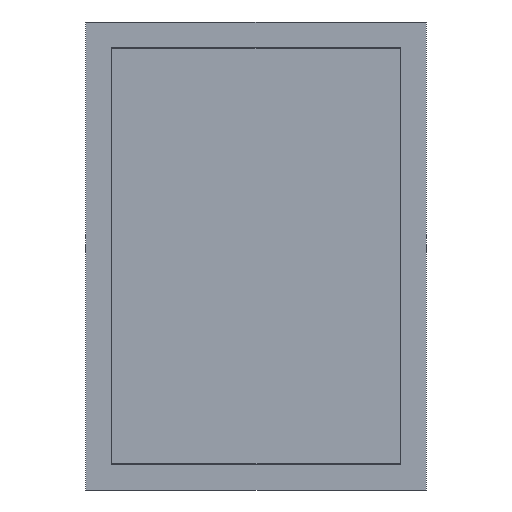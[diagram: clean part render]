
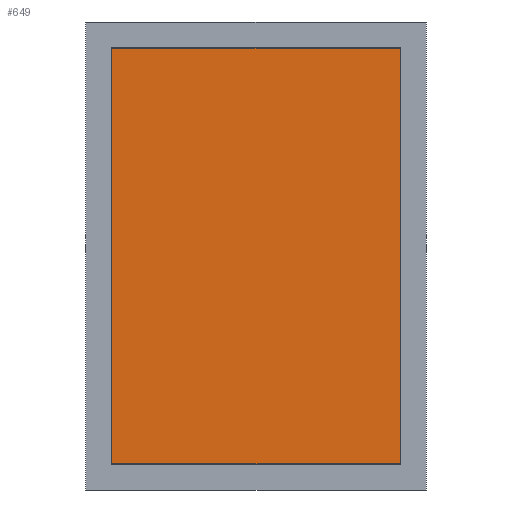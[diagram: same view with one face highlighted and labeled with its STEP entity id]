
A CAD part, front view. The second image highlights one B-rep face of the part: STEP entity #649.
In plain terms, the highlighted planar face has unit normal (0, -1, 0).
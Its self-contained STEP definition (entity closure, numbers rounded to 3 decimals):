
#5 = EDGE_CURVE ( 'Edge8', #871, #819, #407, .T. ) ;
#18 = VERTEX_POINT ( 'NONE', #280 ) ;
#19 = CARTESIAN_POINT ( 'NONE',  ( -125., 0., 180. ) ) ;
#28 = VERTEX_POINT ( 'NONE', #675 ) ;
#31 = VECTOR ( 'NONE', #558, 1000. ) ;
#54 = ORIENTED_EDGE ( 'NONE', *, *, #505, .F. ) ;
#96 = AXIS2_PLACEMENT_3D ( 'NONE', #963, #278, #892 ) ;
#186 = DIRECTION ( 'NONE',  ( -1., 0., 0. ) ) ;
#212 = CARTESIAN_POINT ( 'NONE',  ( -125., 0., 180. ) ) ;
#267 = CARTESIAN_POINT ( 'NONE',  ( 125., 0., 180. ) ) ;
#278 = DIRECTION ( 'NONE',  ( 0., -1., 0. ) ) ;
#280 = CARTESIAN_POINT ( 'NONE',  ( -125., 0., -180. ) ) ;
#329 = ORIENTED_EDGE ( 'NONE', *, *, #5, .F. ) ;
#371 = DIRECTION ( 'NONE',  ( 0., 0., 1. ) ) ;
#375 = FACE_OUTER_BOUND ( 'NONE', #668, .T. ) ;
#407 = LINE ( 'NONE', #267, #759 ) ;
#476 = EDGE_CURVE ( 'NONE', #28, #871, #645, .T. ) ;
#477 = CARTESIAN_POINT ( 'NONE',  ( 125., 0., 180. ) ) ;
#502 = CARTESIAN_POINT ( 'NONE',  ( -125., 0., -180. ) ) ;
#505 = EDGE_CURVE ( 'Edge3', #819, #18, #956, .T. ) ;
#508 = VECTOR ( 'NONE', #186, 1000. ) ;
#558 = DIRECTION ( 'NONE',  ( 1., 0., 0. ) ) ;
#564 = VECTOR ( 'NONE', #371, 1000. ) ;
#594 = EDGE_CURVE ( 'NONE', #18, #28, #814, .T. ) ;
#645 = LINE ( 'NONE', #19, #31 ) ;
#649 = ADVANCED_FACE ( 'NONE', ( #375 ), #976, .T. ) ;
#668 = EDGE_LOOP ( 'NONE', ( #329, #731, #722, #54 ) ) ;
#675 = CARTESIAN_POINT ( 'NONE',  ( -125., 0., 180. ) ) ;
#716 = DIRECTION ( 'NONE',  ( 0., 0., -1. ) ) ;
#722 = ORIENTED_EDGE ( 'NONE', *, *, #594, .F. ) ;
#731 = ORIENTED_EDGE ( 'NONE', *, *, #476, .F. ) ;
#759 = VECTOR ( 'NONE', #716, 1000. ) ;
#814 = LINE ( 'NONE', #212, #564 ) ;
#819 = VERTEX_POINT ( 'NONE', #987 ) ;
#871 = VERTEX_POINT ( 'NONE', #477 ) ;
#892 = DIRECTION ( 'NONE',  ( 0., 0., -1. ) ) ;
#956 = LINE ( 'NONE', #502, #508 ) ;
#963 = CARTESIAN_POINT ( 'NONE',  ( 0., 0., 0. ) ) ;
#976 = PLANE ( 'NONE',  #96 ) ;
#987 = CARTESIAN_POINT ( 'NONE',  ( 125., 0., -180. ) ) ;
